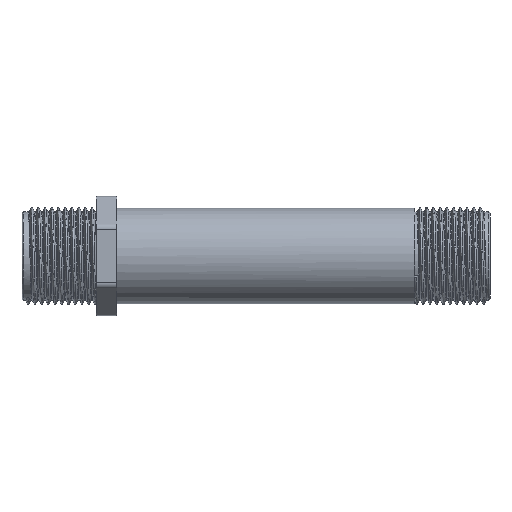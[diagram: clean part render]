
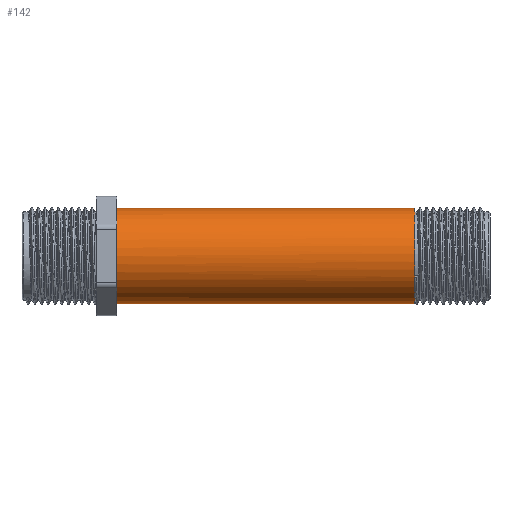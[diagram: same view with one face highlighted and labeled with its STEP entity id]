
A CAD part, front view. The second image highlights one B-rep face of the part: STEP entity #142.
In plain terms, the highlighted cylindrical face has radius 16.45 mm (diameter 32.9 mm), a partial arc.
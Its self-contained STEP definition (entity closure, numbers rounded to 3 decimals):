
#38 = EDGE_CURVE ( 'NONE', #9747, #9662, #2782, .T. ) ;
#63 = EDGE_CURVE ( 'NONE', #9739, #9740, #2833, .T. ) ;
#142 = ADVANCED_FACE ( 'NONE', ( #8081 ), #8083, .T. ) ;
#209 = EDGE_CURVE ( 'NONE', #9662, #7776, #10541, .T. ) ;
#211 = EDGE_CURVE ( 'NONE', #5493, #7775, #10781, .T. ) ;
#212 = EDGE_CURVE ( 'NONE', #7775, #7776, #4265, .T. ) ;
#213 = EDGE_CURVE ( 'NONE', #9747, #9739, #10560, .T. ) ;
#214 = EDGE_CURVE ( 'NONE', #5493, #9740, #10555, .T. ) ;
#540 = EDGE_LOOP ( 'NONE', ( #1991, #1992, #1990, #1965, #1985, #1986, #1988 ) ) ;
#1965 = ORIENTED_EDGE ( 'NONE', *, *, #214, .F. ) ;
#1985 = ORIENTED_EDGE ( 'NONE', *, *, #211, .T. ) ;
#1986 = ORIENTED_EDGE ( 'NONE', *, *, #212, .T. ) ;
#1988 = ORIENTED_EDGE ( 'NONE', *, *, #209, .F. ) ;
#1990 = ORIENTED_EDGE ( 'NONE', *, *, #63, .T. ) ;
#1991 = ORIENTED_EDGE ( 'NONE', *, *, #38, .F. ) ;
#1992 = ORIENTED_EDGE ( 'NONE', *, *, #213, .T. ) ;
#2782 = LINE ( 'NONE', #2783, #4307 ) ;
#2783 = CARTESIAN_POINT ( 'NONE',  ( 0., 0., 16.45 ) ) ;
#2784 = DIRECTION ( 'NONE',  ( 1., 0., 0. ) ) ;
#2833 = LINE ( 'NONE', #2852, #3025 ) ;
#2852 = CARTESIAN_POINT ( 'NONE',  ( 0., 0., -16.45 ) ) ;
#2861 = DIRECTION ( 'NONE',  ( 1., 0., 0. ) ) ;
#3025 = VECTOR ( 'NONE', #2861, 1000. ) ;
#4265 = B_SPLINE_CURVE_WITH_KNOTS ( 'NONE', 3,
 ( #8656, #8655, #8659, #8660 ),
 .UNSPECIFIED., .F., .F.,
 ( 4, 4 ),
 ( 0.001, 0.001 ),
 .UNSPECIFIED. ) ;
#4307 = VECTOR ( 'NONE', #2784, 1000. ) ;
#4490 = CARTESIAN_POINT ( 'NONE',  ( 135., -14.062, -8.537 ) ) ;
#4497 = CARTESIAN_POINT ( 'NONE',  ( 134.966, -14.776, -7.231 ) ) ;
#4498 = CARTESIAN_POINT ( 'NONE',  ( 135., -14.776, -7.231 ) ) ;
#4554 = CARTESIAN_POINT ( 'NONE',  ( 135., 0., 16.45 ) ) ;
#4573 = CARTESIAN_POINT ( 'NONE',  ( 32.55, 0., 16.45 ) ) ;
#4576 = CARTESIAN_POINT ( 'NONE',  ( 135., 0., -16.45 ) ) ;
#4582 = CARTESIAN_POINT ( 'NONE',  ( 32.55, 0., -16.45 ) ) ;
#5493 = VERTEX_POINT ( 'NONE', #4490 ) ;
#7775 = VERTEX_POINT ( 'NONE', #4497 ) ;
#7776 = VERTEX_POINT ( 'NONE', #4498 ) ;
#8070 = DIRECTION ( 'NONE',  ( 1., 0., 0. ) ) ;
#8081 = FACE_OUTER_BOUND ( 'NONE', #540, .T. ) ;
#8082 = CARTESIAN_POINT ( 'NONE',  ( 0., 0., 0. ) ) ;
#8083 = CYLINDRICAL_SURFACE ( 'NONE', #10482, 16.45 ) ;
#8084 = DIRECTION ( 'NONE',  ( 0., 0., -1. ) ) ;
#8650 = CARTESIAN_POINT ( 'NONE',  ( 135., -14.062, -8.537 ) ) ;
#8651 = CARTESIAN_POINT ( 'NONE',  ( 135., 0., 0. ) ) ;
#8652 = DIRECTION ( 'NONE',  ( 1., 0., 0. ) ) ;
#8653 = DIRECTION ( 'NONE',  ( 0., 0., -1. ) ) ;
#8655 = CARTESIAN_POINT ( 'NONE',  ( 134.978, -14.776, -7.231 ) ) ;
#8656 = CARTESIAN_POINT ( 'NONE',  ( 134.966, -14.776, -7.231 ) ) ;
#8657 = CARTESIAN_POINT ( 'NONE',  ( 134.983, -14.448, -7.9 ) ) ;
#8658 = CARTESIAN_POINT ( 'NONE',  ( 134.966, -14.776, -7.231 ) ) ;
#8659 = CARTESIAN_POINT ( 'NONE',  ( 134.989, -14.776, -7.231 ) ) ;
#8660 = CARTESIAN_POINT ( 'NONE',  ( 135., -14.776, -7.231 ) ) ;
#8661 = CARTESIAN_POINT ( 'NONE',  ( 32.55, 0., 0. ) ) ;
#8662 = DIRECTION ( 'NONE',  ( 1., 0., 0. ) ) ;
#8663 = DIRECTION ( 'NONE',  ( 0., 0., -1. ) ) ;
#8665 = CARTESIAN_POINT ( 'NONE',  ( 135., 0., 0. ) ) ;
#8666 = DIRECTION ( 'NONE',  ( 1., 0., 0. ) ) ;
#8667 = DIRECTION ( 'NONE',  ( 0., 0., -1. ) ) ;
#9662 = VERTEX_POINT ( 'NONE', #4554 ) ;
#9739 = VERTEX_POINT ( 'NONE', #4582 ) ;
#9740 = VERTEX_POINT ( 'NONE', #4576 ) ;
#9747 = VERTEX_POINT ( 'NONE', #4573 ) ;
#10482 = AXIS2_PLACEMENT_3D ( 'NONE', #8082, #8070, #8084 ) ;
#10541 = CIRCLE ( 'NONE', #10558, 16.45 ) ;
#10555 = CIRCLE ( 'NONE', #10566, 16.45 ) ;
#10558 = AXIS2_PLACEMENT_3D ( 'NONE', #8651, #8652, #8653 ) ;
#10560 = CIRCLE ( 'NONE', #10562, 16.45 ) ;
#10562 = AXIS2_PLACEMENT_3D ( 'NONE', #8661, #8662, #8663 ) ;
#10566 = AXIS2_PLACEMENT_3D ( 'NONE', #8665, #8666, #8667 ) ;
#10781 =( BOUNDED_CURVE ( )  B_SPLINE_CURVE ( 2, ( #8650, #8657, #8658 ),
 .UNSPECIFIED., .F., .T. ) 
 B_SPLINE_CURVE_WITH_KNOTS ( ( 3, 3 ),
 ( 0.924, 0.925 ),
 .UNSPECIFIED. ) 
 CURVE ( )  GEOMETRIC_REPRESENTATION_ITEM ( )  RATIONAL_B_SPLINE_CURVE ( ( 0.977, 0.979, 0.983 ) ) 
 REPRESENTATION_ITEM ( '' )  );
